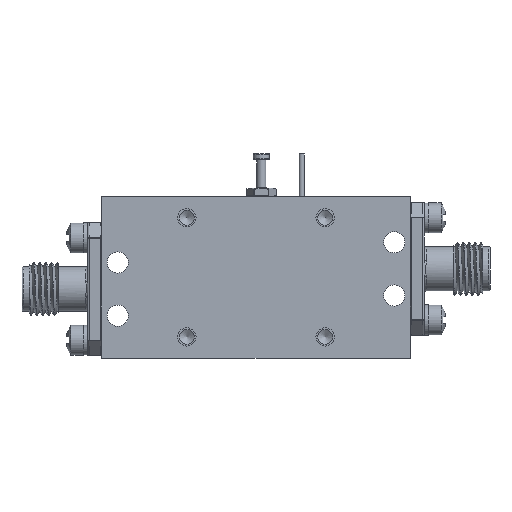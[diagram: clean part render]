
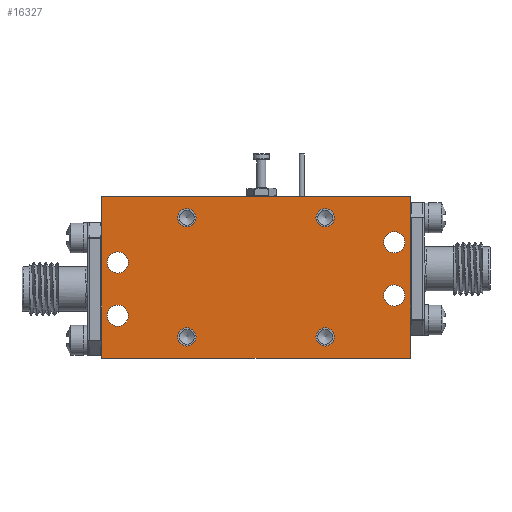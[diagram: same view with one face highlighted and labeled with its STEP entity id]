
A CAD part, front view. The second image highlights one B-rep face of the part: STEP entity #16327.
In plain terms, the highlighted planar face has unit normal (0, -1, 0).
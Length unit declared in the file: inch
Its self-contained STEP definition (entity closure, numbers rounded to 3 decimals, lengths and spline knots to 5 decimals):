
#735 = LINE ( 'NONE', #22090, #1263 ) ;
#736 = ORIENTED_EDGE ( 'NONE', *, *, #40817, .F. ) ;
#939 = VERTEX_POINT ( 'NONE', #24069 ) ;
#1088 = LINE ( 'NONE', #42296, #38236 ) ;
#1263 = VECTOR ( 'NONE', #28262, 39.37008 ) ;
#1595 = FACE_OUTER_BOUND ( 'NONE', #10984, .T. ) ;
#1899 = AXIS2_PLACEMENT_3D ( 'NONE', #36169, #37915, #34582 ) ;
#2134 = CARTESIAN_POINT ( 'NONE',  ( 0.325, -0.35, 0.237 ) ) ;
#2570 = DIRECTION ( 'NONE',  ( 0., 0., -1. ) ) ;
#3394 = CARTESIAN_POINT ( 'NONE',  ( 0.725, -0.35, -0.38 ) ) ;
#3413 = AXIS2_PLACEMENT_3D ( 'NONE', #7542, #14120, #7304 ) ;
#3437 = CIRCLE ( 'NONE', #3413, 0.043 ) ;
#4068 = AXIS2_PLACEMENT_3D ( 'NONE', #19737, #33374, #32734 ) ;
#4195 = CARTESIAN_POINT ( 'NONE',  ( 0.725, -0.35, 0.38 ) ) ;
#4469 = CARTESIAN_POINT ( 'NONE',  ( 0.65, -0.35, 0.21475 ) ) ;
#4872 = EDGE_CURVE ( 'NONE', #35646, #35646, #40978, .T. ) ;
#5132 = CARTESIAN_POINT ( 'NONE',  ( 0., -0.35, 0. ) ) ;
#5240 = CARTESIAN_POINT ( 'NONE',  ( -0.325, -0.35, -0.323 ) ) ;
#7172 = DIRECTION ( 'NONE',  ( 0., 1., 0. ) ) ;
#7304 = DIRECTION ( 'NONE',  ( 0., 0., -1. ) ) ;
#7542 = CARTESIAN_POINT ( 'NONE',  ( -0.325, -0.35, 0.28 ) ) ;
#7776 = LINE ( 'NONE', #41629, #28399 ) ;
#7843 = EDGE_CURVE ( 'NONE', #32321, #32321, #15250, .T. ) ;
#8050 = VERTEX_POINT ( 'NONE', #14625 ) ;
#8274 = DIRECTION ( 'NONE',  ( 0., 1., 0. ) ) ;
#9169 = CARTESIAN_POINT ( 'NONE',  ( 0.65, -0.35, -0.085 ) ) ;
#9347 = CARTESIAN_POINT ( 'NONE',  ( -0.65, -0.35, -0.13025 ) ) ;
#9598 = DIRECTION ( 'NONE',  ( 0., 1., 0. ) ) ;
#9666 = EDGE_LOOP ( 'NONE', ( #14071 ) ) ;
#10403 = CARTESIAN_POINT ( 'NONE',  ( -0.325, -0.35, 0.237 ) ) ;
#10984 = EDGE_LOOP ( 'NONE', ( #28597, #736, #38125, #12974 ) ) ;
#11198 = EDGE_LOOP ( 'NONE', ( #36736 ) ) ;
#11330 = DIRECTION ( 'NONE',  ( 0., 0., 1. ) ) ;
#11696 = DIRECTION ( 'NONE',  ( 0., 0., 1. ) ) ;
#12974 = ORIENTED_EDGE ( 'NONE', *, *, #27997, .F. ) ;
#13535 = CARTESIAN_POINT ( 'NONE',  ( -0.65, -0.35, 0.11975 ) ) ;
#13799 = EDGE_LOOP ( 'NONE', ( #29727 ) ) ;
#13851 = ORIENTED_EDGE ( 'NONE', *, *, #24131, .F. ) ;
#14007 = EDGE_CURVE ( 'NONE', #30967, #24660, #36696, .T. ) ;
#14071 = ORIENTED_EDGE ( 'NONE', *, *, #28450, .T. ) ;
#14120 = DIRECTION ( 'NONE',  ( 0., -1., 0. ) ) ;
#14388 = ORIENTED_EDGE ( 'NONE', *, *, #42727, .F. ) ;
#14625 = CARTESIAN_POINT ( 'NONE',  ( 0.65, -0.35, -0.03525 ) ) ;
#15250 = CIRCLE ( 'NONE', #1899, 0.043 ) ;
#15676 = AXIS2_PLACEMENT_3D ( 'NONE', #39385, #36305, #2570 ) ;
#15732 = AXIS2_PLACEMENT_3D ( 'NONE', #16816, #7172, #30247 ) ;
#15934 = DIRECTION ( 'NONE',  ( 0., 0., 1. ) ) ;
#16327 = ADVANCED_FACE ( 'NONE', ( #24746, #28481, #18129, #37765, #27836, #21012, #17690, #34452, #1595 ), #38418, .F. ) ;
#16816 = CARTESIAN_POINT ( 'NONE',  ( -0.65, -0.35, 0.07 ) ) ;
#17003 = EDGE_CURVE ( 'NONE', #36673, #36673, #34706, .T. ) ;
#17533 = AXIS2_PLACEMENT_3D ( 'NONE', #26142, #25728, #29241 ) ;
#17690 = FACE_BOUND ( 'NONE', #9666, .T. ) ;
#18129 = FACE_BOUND ( 'NONE', #37845, .T. ) ;
#19737 = CARTESIAN_POINT ( 'NONE',  ( 0.325, -0.35, -0.28 ) ) ;
#21012 = FACE_BOUND ( 'NONE', #28078, .T. ) ;
#21266 = EDGE_CURVE ( 'NONE', #8050, #8050, #36917, .T. ) ;
#21656 = DIRECTION ( 'NONE',  ( 0., 0., 1. ) ) ;
#22090 = CARTESIAN_POINT ( 'NONE',  ( -0.725, -0.35, -0.38 ) ) ;
#24069 = CARTESIAN_POINT ( 'NONE',  ( 0.325, -0.35, -0.323 ) ) ;
#24131 = EDGE_CURVE ( 'NONE', #939, #939, #35014, .T. ) ;
#24660 = VERTEX_POINT ( 'NONE', #37274 ) ;
#24746 = FACE_BOUND ( 'NONE', #30099, .T. ) ;
#25338 = DIRECTION ( 'NONE',  ( 1., 0., 0. ) ) ;
#25728 = DIRECTION ( 'NONE',  ( 0., 1., 0. ) ) ;
#26142 = CARTESIAN_POINT ( 'NONE',  ( -0.65, -0.35, -0.18 ) ) ;
#27836 = FACE_BOUND ( 'NONE', #11198, .T. ) ;
#27997 = EDGE_CURVE ( 'NONE', #29056, #30967, #1088, .T. ) ;
#28078 = EDGE_LOOP ( 'NONE', ( #31968 ) ) ;
#28262 = DIRECTION ( 'NONE',  ( -1., 0., 0. ) ) ;
#28399 = VECTOR ( 'NONE', #11696, 39.37008 ) ;
#28450 = EDGE_CURVE ( 'NONE', #37537, #37537, #35459, .T. ) ;
#28481 = FACE_BOUND ( 'NONE', #13799, .T. ) ;
#28597 = ORIENTED_EDGE ( 'NONE', *, *, #36852, .F. ) ;
#29056 = VERTEX_POINT ( 'NONE', #42935 ) ;
#29167 = ORIENTED_EDGE ( 'NONE', *, *, #4872, .F. ) ;
#29241 = DIRECTION ( 'NONE',  ( 0., 0., 1. ) ) ;
#29479 = CIRCLE ( 'NONE', #17533, 0.04975 ) ;
#29727 = ORIENTED_EDGE ( 'NONE', *, *, #7843, .F. ) ;
#30099 = EDGE_LOOP ( 'NONE', ( #14388 ) ) ;
#30247 = DIRECTION ( 'NONE',  ( 0., 0., 1. ) ) ;
#30967 = VERTEX_POINT ( 'NONE', #4195 ) ;
#31936 = AXIS2_PLACEMENT_3D ( 'NONE', #37985, #34645, #11330 ) ;
#31968 = ORIENTED_EDGE ( 'NONE', *, *, #21266, .T. ) ;
#32321 = VERTEX_POINT ( 'NONE', #2134 ) ;
#32734 = DIRECTION ( 'NONE',  ( 0., 0., -1. ) ) ;
#33033 = EDGE_CURVE ( 'NONE', #42165, #42165, #29479, .T. ) ;
#33093 = EDGE_LOOP ( 'NONE', ( #29167 ) ) ;
#33374 = DIRECTION ( 'NONE',  ( 0., -1., 0. ) ) ;
#33441 = AXIS2_PLACEMENT_3D ( 'NONE', #9169, #9598, #15934 ) ;
#34452 = FACE_BOUND ( 'NONE', #40201, .T. ) ;
#34582 = DIRECTION ( 'NONE',  ( 0., 0., -1. ) ) ;
#34645 = DIRECTION ( 'NONE',  ( 0., 1., 0. ) ) ;
#34706 = CIRCLE ( 'NONE', #15732, 0.04975 ) ;
#35014 = CIRCLE ( 'NONE', #4068, 0.043 ) ;
#35459 = CIRCLE ( 'NONE', #31936, 0.04975 ) ;
#35567 = VERTEX_POINT ( 'NONE', #39266 ) ;
#35646 = VERTEX_POINT ( 'NONE', #5240 ) ;
#36169 = CARTESIAN_POINT ( 'NONE',  ( 0.325, -0.35, 0.28 ) ) ;
#36305 = DIRECTION ( 'NONE',  ( 0., -1., 0. ) ) ;
#36673 = VERTEX_POINT ( 'NONE', #13535 ) ;
#36696 = LINE ( 'NONE', #3394, #37903 ) ;
#36736 = ORIENTED_EDGE ( 'NONE', *, *, #33033, .T. ) ;
#36852 = EDGE_CURVE ( 'NONE', #35567, #29056, #7776, .T. ) ;
#36917 = CIRCLE ( 'NONE', #33441, 0.04975 ) ;
#37274 = CARTESIAN_POINT ( 'NONE',  ( 0.725, -0.35, -0.38 ) ) ;
#37537 = VERTEX_POINT ( 'NONE', #4469 ) ;
#37765 = FACE_BOUND ( 'NONE', #33093, .T. ) ;
#37845 = EDGE_LOOP ( 'NONE', ( #13851 ) ) ;
#37903 = VECTOR ( 'NONE', #43322, 39.37008 ) ;
#37915 = DIRECTION ( 'NONE',  ( 0., -1., 0. ) ) ;
#37985 = CARTESIAN_POINT ( 'NONE',  ( 0.65, -0.35, 0.165 ) ) ;
#38125 = ORIENTED_EDGE ( 'NONE', *, *, #14007, .F. ) ;
#38236 = VECTOR ( 'NONE', #25338, 39.37008 ) ;
#38418 = PLANE ( 'NONE',  #39596 ) ;
#38437 = ORIENTED_EDGE ( 'NONE', *, *, #17003, .T. ) ;
#39266 = CARTESIAN_POINT ( 'NONE',  ( -0.725, -0.35, -0.38 ) ) ;
#39385 = CARTESIAN_POINT ( 'NONE',  ( -0.325, -0.35, -0.28 ) ) ;
#39596 = AXIS2_PLACEMENT_3D ( 'NONE', #5132, #8274, #21656 ) ;
#40201 = EDGE_LOOP ( 'NONE', ( #38437 ) ) ;
#40339 = VERTEX_POINT ( 'NONE', #10403 ) ;
#40817 = EDGE_CURVE ( 'NONE', #24660, #35567, #735, .T. ) ;
#40978 = CIRCLE ( 'NONE', #15676, 0.043 ) ;
#41629 = CARTESIAN_POINT ( 'NONE',  ( -0.725, -0.35, -0.38 ) ) ;
#42165 = VERTEX_POINT ( 'NONE', #9347 ) ;
#42296 = CARTESIAN_POINT ( 'NONE',  ( -0.725, -0.35, 0.38 ) ) ;
#42727 = EDGE_CURVE ( 'NONE', #40339, #40339, #3437, .T. ) ;
#42935 = CARTESIAN_POINT ( 'NONE',  ( -0.725, -0.35, 0.38 ) ) ;
#43322 = DIRECTION ( 'NONE',  ( 0., 0., -1. ) ) ;
